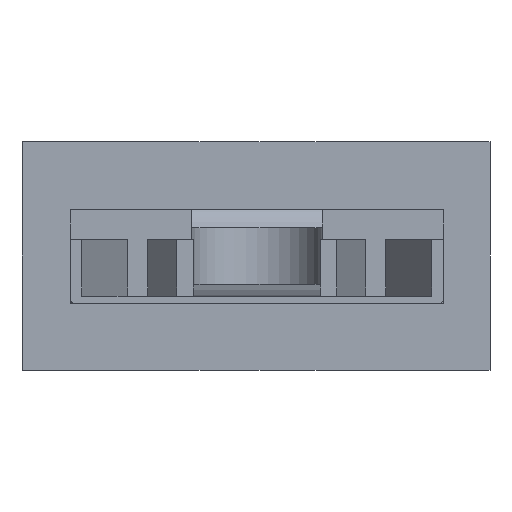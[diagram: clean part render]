
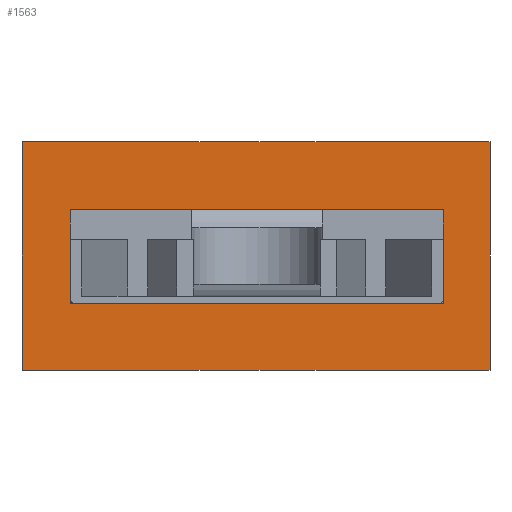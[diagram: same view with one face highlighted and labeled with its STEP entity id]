
A CAD part, front view. The second image highlights one B-rep face of the part: STEP entity #1563.
In plain terms, the highlighted planar face has unit normal (0, -1, 0).
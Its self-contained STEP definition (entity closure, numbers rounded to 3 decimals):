
#7 = CARTESIAN_POINT ( 'NONE',  ( 0., 0., -2.445 ) ) ;
#19 = CARTESIAN_POINT ( 'NONE',  ( -5., 0., 0. ) ) ;
#23 = CARTESIAN_POINT ( 'NONE',  ( 0., 0., 0. ) ) ;
#114 = CARTESIAN_POINT ( 'NONE',  ( -5., 0., -2.445 ) ) ;
#119 = CARTESIAN_POINT ( 'NONE',  ( -0.498, 0., -0.73 ) ) ;
#129 = CARTESIAN_POINT ( 'NONE',  ( -4.483, 0., -0.73 ) ) ;
#133 = CARTESIAN_POINT ( 'NONE',  ( -4.483, 0., -1.73 ) ) ;
#278 = CARTESIAN_POINT ( 'NONE',  ( -0.498, 0., -1.73 ) ) ;
#293 = CARTESIAN_POINT ( 'NONE',  ( 0., 0., 0. ) ) ;
#294 = DIRECTION ( 'NONE',  ( 0., 0., -1. ) ) ;
#298 = CARTESIAN_POINT ( 'NONE',  ( -5., 0., 0. ) ) ;
#299 = CARTESIAN_POINT ( 'NONE',  ( -5., 0., 0. ) ) ;
#303 = CARTESIAN_POINT ( 'NONE',  ( -5., 0., -2.445 ) ) ;
#304 = DIRECTION ( 'NONE',  ( 1., 0., 0. ) ) ;
#305 = CARTESIAN_POINT ( 'NONE',  ( -5., 0., -1.73 ) ) ;
#306 = DIRECTION ( 'NONE',  ( 0., 0., -1. ) ) ;
#307 = CARTESIAN_POINT ( 'NONE',  ( -4.483, 0., 0. ) ) ;
#308 = DIRECTION ( 'NONE',  ( 1., 0., 0. ) ) ;
#309 = CARTESIAN_POINT ( 'NONE',  ( -0.498, 0., 0. ) ) ;
#310 = CARTESIAN_POINT ( 'NONE',  ( -5., 0., -0.73 ) ) ;
#311 = DIRECTION ( 'NONE',  ( 0., 0., 1. ) ) ;
#312 = DIRECTION ( 'NONE',  ( -1., 0., 0. ) ) ;
#314 = DIRECTION ( 'NONE',  ( 0., 0., -1. ) ) ;
#316 = DIRECTION ( 'NONE',  ( -1., 0., 0. ) ) ;
#561 = VERTEX_POINT ( 'NONE', #23 ) ;
#565 = VERTEX_POINT ( 'NONE', #19 ) ;
#575 = VERTEX_POINT ( 'NONE', #7 ) ;
#580 = VERTEX_POINT ( 'NONE', #114 ) ;
#581 = VERTEX_POINT ( 'NONE', #119 ) ;
#582 = VERTEX_POINT ( 'NONE', #129 ) ;
#583 = VERTEX_POINT ( 'NONE', #133 ) ;
#745 = VERTEX_POINT ( 'NONE', #278 ) ;
#951 = ORIENTED_EDGE ( 'NONE', *, *, #1478, .F. ) ;
#970 = ORIENTED_EDGE ( 'NONE', *, *, #1477, .F. ) ;
#1032 = ORIENTED_EDGE ( 'NONE', *, *, #1474, .T. ) ;
#1043 = ORIENTED_EDGE ( 'NONE', *, *, #1472, .F. ) ;
#1051 = ORIENTED_EDGE ( 'NONE', *, *, #1473, .T. ) ;
#1062 = ORIENTED_EDGE ( 'NONE', *, *, #1471, .F. ) ;
#1101 = ORIENTED_EDGE ( 'NONE', *, *, #1476, .T. ) ;
#1120 = ORIENTED_EDGE ( 'NONE', *, *, #1475, .F. ) ;
#1471 = EDGE_CURVE ( 'NONE', #561, #575, #2569, .T. ) ;
#1472 = EDGE_CURVE ( 'NONE', #565, #561, #2568, .T. ) ;
#1473 = EDGE_CURVE ( 'NONE', #565, #580, #2575, .T. ) ;
#1474 = EDGE_CURVE ( 'NONE', #580, #575, #2573, .T. ) ;
#1475 = EDGE_CURVE ( 'NONE', #745, #581, #2579, .T. ) ;
#1476 = EDGE_CURVE ( 'NONE', #745, #583, #2577, .T. ) ;
#1477 = EDGE_CURVE ( 'NONE', #582, #583, #2581, .T. ) ;
#1478 = EDGE_CURVE ( 'NONE', #581, #582, #2583, .T. ) ;
#1563 = ADVANCED_FACE ( 'NONE', ( #2718, #2722 ), #2973, .T. ) ;
#2110 = AXIS2_PLACEMENT_3D ( 'NONE', #2971, #2970, #2975 ) ;
#2549 = EDGE_LOOP ( 'NONE', ( #1120, #1101, #970, #951 ) ) ;
#2554 = EDGE_LOOP ( 'NONE', ( #1062, #1043, #1051, #1032 ) ) ;
#2568 = LINE ( 'NONE', #299, #2576 ) ;
#2569 = LINE ( 'NONE', #293, #2574 ) ;
#2573 = LINE ( 'NONE', #303, #2580 ) ;
#2574 = VECTOR ( 'NONE', #294, 1000. ) ;
#2575 = LINE ( 'NONE', #298, #2578 ) ;
#2576 = VECTOR ( 'NONE', #304, 1000. ) ;
#2577 = LINE ( 'NONE', #305, #2584 ) ;
#2578 = VECTOR ( 'NONE', #306, 1000. ) ;
#2579 = LINE ( 'NONE', #309, #2582 ) ;
#2580 = VECTOR ( 'NONE', #308, 1000. ) ;
#2581 = LINE ( 'NONE', #307, #2586 ) ;
#2582 = VECTOR ( 'NONE', #311, 1000. ) ;
#2583 = LINE ( 'NONE', #310, #2588 ) ;
#2584 = VECTOR ( 'NONE', #312, 1000. ) ;
#2586 = VECTOR ( 'NONE', #314, 1000. ) ;
#2588 = VECTOR ( 'NONE', #316, 1000. ) ;
#2718 = FACE_OUTER_BOUND ( 'NONE', #2554, .T. ) ;
#2722 = FACE_BOUND ( 'NONE', #2549, .T. ) ;
#2970 = DIRECTION ( 'NONE',  ( 0., -1., 0. ) ) ;
#2971 = CARTESIAN_POINT ( 'NONE',  ( -5., 0., 0. ) ) ;
#2973 = PLANE ( 'NONE',  #2110 ) ;
#2975 = DIRECTION ( 'NONE',  ( 0., 0., -1. ) ) ;
